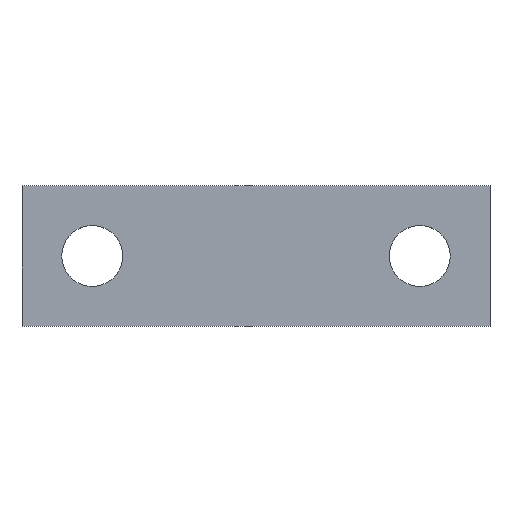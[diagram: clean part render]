
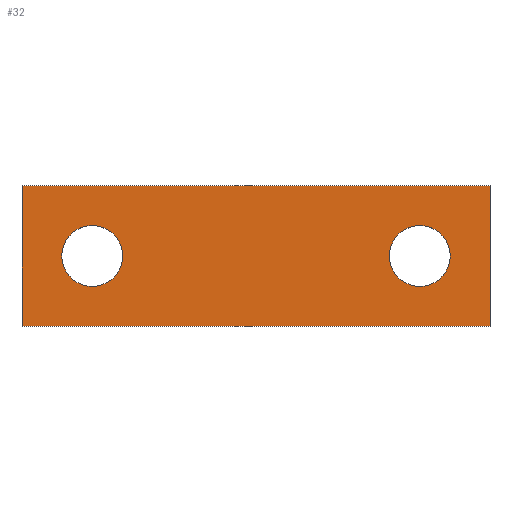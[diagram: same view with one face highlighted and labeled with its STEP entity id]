
A CAD part, top view. The second image highlights one B-rep face of the part: STEP entity #32.
In plain terms, the highlighted planar face has unit normal (0, 0, 1).
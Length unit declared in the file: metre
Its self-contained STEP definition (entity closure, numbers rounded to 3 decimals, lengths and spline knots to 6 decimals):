
#32 = ADVANCED_FACE( '', ( #65, #66, #67 ), #68, .T. );
#65 = FACE_OUTER_BOUND( '', #102, .T. );
#66 = FACE_BOUND( '', #103, .T. );
#67 = FACE_BOUND( '', #104, .T. );
#68 = PLANE( '', #105 );
#102 = EDGE_LOOP( '', ( #133, #134, #135, #136 ) );
#103 = EDGE_LOOP( '', ( #137 ) );
#104 = EDGE_LOOP( '', ( #138 ) );
#105 = AXIS2_PLACEMENT_3D( '', #139, #140, #141 );
#133 = ORIENTED_EDGE( '', *, *, #197, .T. );
#134 = ORIENTED_EDGE( '', *, *, #198, .T. );
#135 = ORIENTED_EDGE( '', *, *, #199, .T. );
#136 = ORIENTED_EDGE( '', *, *, #200, .T. );
#137 = ORIENTED_EDGE( '', *, *, #201, .F. );
#138 = ORIENTED_EDGE( '', *, *, #202, .F. );
#139 = CARTESIAN_POINT( '', ( 0., 0., 0.004 ) );
#140 = DIRECTION( '', ( 0., 0., 1. ) );
#141 = DIRECTION( '', ( 1., 0., 0. ) );
#197 = EDGE_CURVE( '', #221, #222, #223, .T. );
#198 = EDGE_CURVE( '', #222, #224, #225, .T. );
#199 = EDGE_CURVE( '', #224, #226, #227, .T. );
#200 = EDGE_CURVE( '', #226, #221, #228, .T. );
#201 = EDGE_CURVE( '', #229, #229, #230, .T. );
#202 = EDGE_CURVE( '', #231, #231, #232, .T. );
#221 = VERTEX_POINT( '', #257 );
#222 = VERTEX_POINT( '', #258 );
#223 = LINE( '', #259, #260 );
#224 = VERTEX_POINT( '', #261 );
#225 = LINE( '', #262, #263 );
#226 = VERTEX_POINT( '', #264 );
#227 = LINE( '', #265, #266 );
#228 = LINE( '', #267, #268 );
#229 = VERTEX_POINT( '', #269 );
#230 = CIRCLE( '', #270, 0.0065 );
#231 = VERTEX_POINT( '', #271 );
#232 = CIRCLE( '', #272, 0.0065 );
#257 = CARTESIAN_POINT( '', ( -0.05, 0.015, 0.004 ) );
#258 = CARTESIAN_POINT( '', ( -0.05, -0.015, 0.004 ) );
#259 = CARTESIAN_POINT( '', ( -0.05, 0.015, 0.004 ) );
#260 = VECTOR( '', #304, 1. );
#261 = CARTESIAN_POINT( '', ( 0.05, -0.015, 0.004 ) );
#262 = CARTESIAN_POINT( '', ( -0.05, -0.015, 0.004 ) );
#263 = VECTOR( '', #305, 1. );
#264 = CARTESIAN_POINT( '', ( 0.05, 0.015, 0.004 ) );
#265 = CARTESIAN_POINT( '', ( 0.05, -0.015, 0.004 ) );
#266 = VECTOR( '', #306, 1. );
#267 = CARTESIAN_POINT( '', ( 0.05, 0.015, 0.004 ) );
#268 = VECTOR( '', #307, 1. );
#269 = CARTESIAN_POINT( '', ( -0.0285, 0., 0.004 ) );
#270 = AXIS2_PLACEMENT_3D( '', #308, #309, #310 );
#271 = CARTESIAN_POINT( '', ( 0.0415, 0., 0.004 ) );
#272 = AXIS2_PLACEMENT_3D( '', #311, #312, #313 );
#304 = DIRECTION( '', ( 0., -1., 0. ) );
#305 = DIRECTION( '', ( 1., 0., 0. ) );
#306 = DIRECTION( '', ( 0., 1., 0. ) );
#307 = DIRECTION( '', ( -1., 0., 0. ) );
#308 = CARTESIAN_POINT( '', ( -0.035, 0., 0.004 ) );
#309 = DIRECTION( '', ( 0., 0., 1. ) );
#310 = DIRECTION( '', ( 1., 0., 0. ) );
#311 = CARTESIAN_POINT( '', ( 0.035, 0., 0.004 ) );
#312 = DIRECTION( '', ( 0., 0., 1. ) );
#313 = DIRECTION( '', ( 1., 0., 0. ) );
